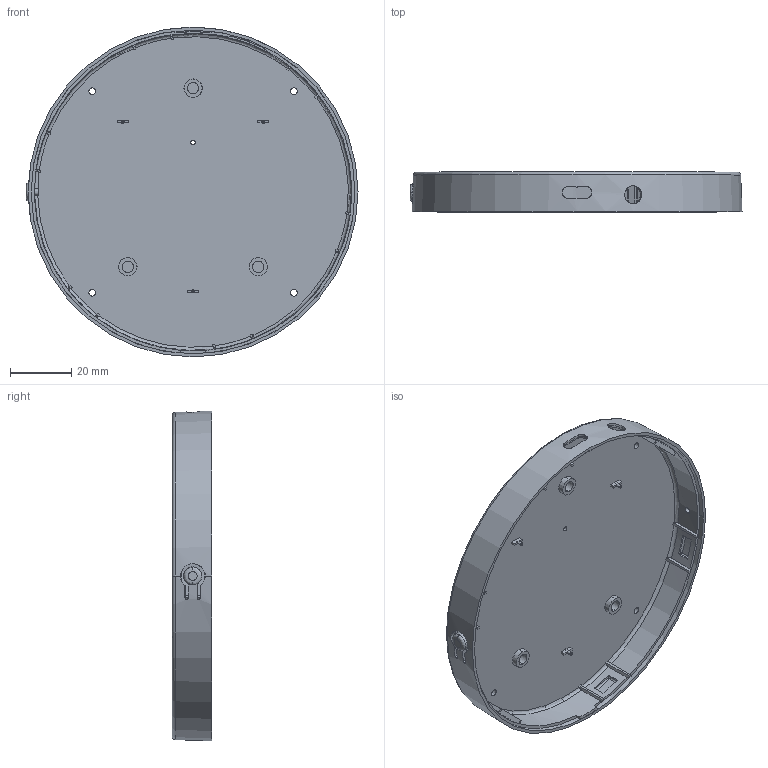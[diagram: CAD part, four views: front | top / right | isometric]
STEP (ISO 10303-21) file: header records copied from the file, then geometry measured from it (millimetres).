
FILE_DESCRIPTION((''),'2;1');
FILE_NAME('1-UP','2025-09-28T17:36:58',('seeed'),(''),'CREO PARAMETRIC BY PTC INC, 2021284','CREO PARAMETRIC BY PTC INC, 2021284','');
FILE_SCHEMA(('CONFIG_CONTROL_DESIGN'));
Length unit declared in the file: millimetre
Products named in the file (1): 1-UP
Bounding box: 108.7 x 13 x 108 mm (x, y, z)
Volume: 24077.7 mm3; surface area: 28299 mm2
Topology: 1 solids, 2 shells, 387 faces, 1036 edges, 681 vertices
Faces by surface type: plane 207, cylinder 83, cone 59, torus 20, sphere 12, revolution 2, bspline 2, extrusion 2
Entity records: 12921 total; most frequent: CARTESIAN_POINT 3271, ORIENTED_EDGE 2054, DIRECTION 1915, EDGE_CURVE 1036, AXIS2_PLACEMENT_3D 689, VERTEX_POINT 681, VECTOR 535, LINE 533
